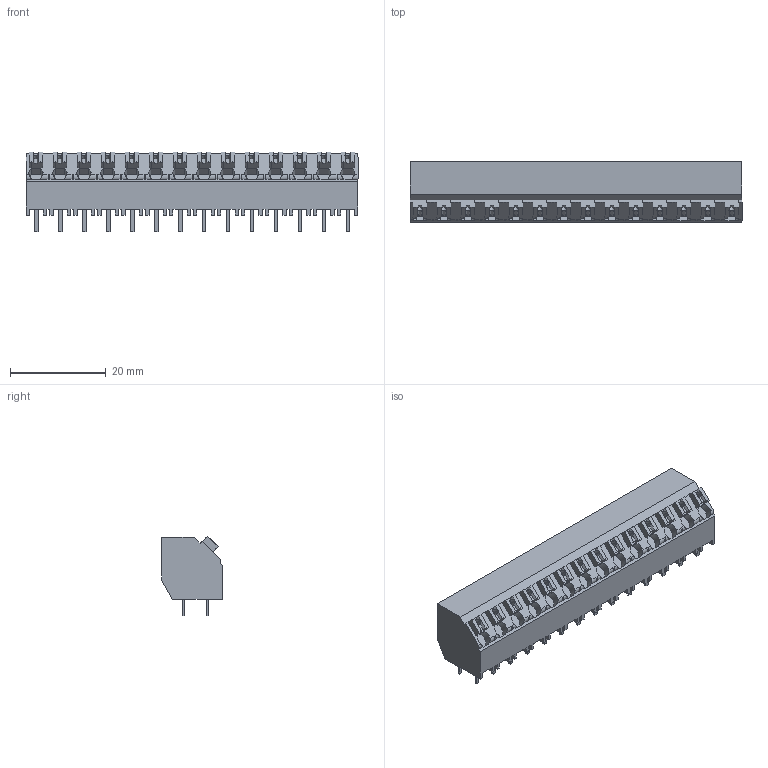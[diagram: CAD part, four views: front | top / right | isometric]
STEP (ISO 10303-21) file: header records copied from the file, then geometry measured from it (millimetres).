
FILE_DESCRIPTION(('CATIA V5 STEP Exchange','CAx-IF Rec.Pracs.--- Model Styling and Organization---1.2---2011-12-15'),'2;1');
FILE_NAME ('D1458390_0_1884500000_1884500000.stp','2018-03-20T12:44:04+00:00',('none'),('Weidmueller'),'CATIA Version 5-6 Release 2014','CATIA V5 STEP AP214','none');
FILE_SCHEMA(('AUTOMOTIVE_DESIGN { 1 0 10303 214 1 1 1 1 }'));
Length unit declared in the file: millimetre
Products named in the file (1): 1884500000
Bounding box: 69.2 x 12.7 x 16.66 mm (x, y, z)
Volume: 7977.5 mm3; surface area: 7621.5 mm2
Topology: 43 solids, 43 shells, 1033 faces, 2932 edges, 1998 vertices
Faces by surface type: plane 937, cylinder 96
Entity records: 30384 total; most frequent: CARTESIAN_POINT 5904, ORIENTED_EDGE 5864, DIRECTION 3702, EDGE_CURVE 2932, VECTOR 2625, LINE 2625, VERTEX_POINT 1998, EDGE_LOOP 1074
